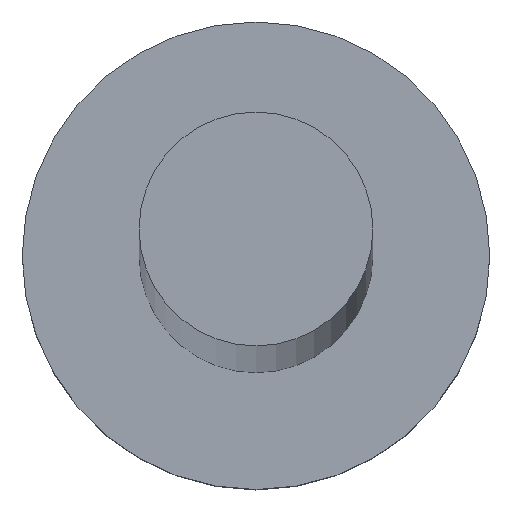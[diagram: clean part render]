
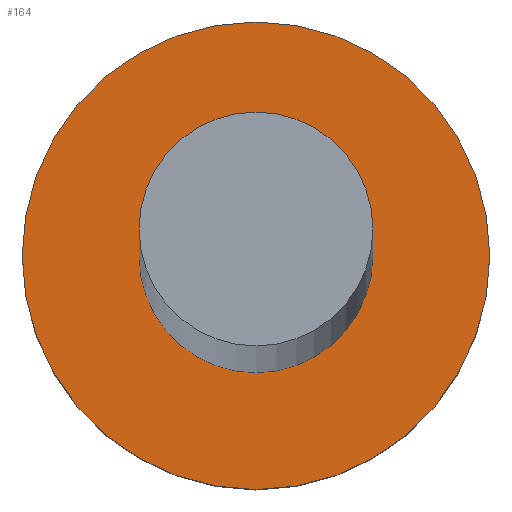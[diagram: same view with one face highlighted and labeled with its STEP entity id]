
A CAD part, top view. The second image highlights one B-rep face of the part: STEP entity #164.
In plain terms, the highlighted planar face has unit normal (0, 0, 1).
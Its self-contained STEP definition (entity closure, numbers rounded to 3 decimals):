
#2 = DIRECTION ( 'NONE',  ( 0., 0., 1. ) ) ;
#11 = CARTESIAN_POINT ( 'NONE',  ( -3., 0., 3. ) ) ;
#13 = DIRECTION ( 'NONE',  ( 0., 0., 1. ) ) ;
#16 = EDGE_CURVE ( 'NONE', #233, #83, #120, .T. ) ;
#23 = CARTESIAN_POINT ( 'NONE',  ( -1.5, 0., 3. ) ) ;
#32 = EDGE_LOOP ( 'NONE', ( #247, #134 ) ) ;
#39 = EDGE_CURVE ( 'NONE', #239, #205, #184, .T. ) ;
#40 = ORIENTED_EDGE ( 'NONE', *, *, #16, .F. ) ;
#44 = PLANE ( 'NONE',  #228 ) ;
#57 = CARTESIAN_POINT ( 'NONE',  ( 0., 0., 3. ) ) ;
#63 = AXIS2_PLACEMENT_3D ( 'NONE', #171, #2, #234 ) ;
#66 = DIRECTION ( 'NONE',  ( 1., 0., 0. ) ) ;
#79 = EDGE_CURVE ( 'NONE', #83, #233, #214, .T. ) ;
#83 = VERTEX_POINT ( 'NONE', #23 ) ;
#95 = CIRCLE ( 'NONE', #63, 3. ) ;
#105 = CARTESIAN_POINT ( 'NONE',  ( 1.5, 0., 3. ) ) ;
#114 = DIRECTION ( 'NONE',  ( 1., 0., 0. ) ) ;
#120 = CIRCLE ( 'NONE', #227, 1.5 ) ;
#129 = CARTESIAN_POINT ( 'NONE',  ( 0., 0., 3. ) ) ;
#130 = EDGE_CURVE ( 'NONE', #205, #239, #95, .T. ) ;
#134 = ORIENTED_EDGE ( 'NONE', *, *, #130, .T. ) ;
#138 = CARTESIAN_POINT ( 'NONE',  ( 3., 0., 3. ) ) ;
#151 = ORIENTED_EDGE ( 'NONE', *, *, #79, .F. ) ;
#164 = ADVANCED_FACE ( 'NONE', ( #191, #213 ), #44, .T. ) ;
#169 = CARTESIAN_POINT ( 'NONE',  ( 0., 0., 3. ) ) ;
#171 = CARTESIAN_POINT ( 'NONE',  ( 0., 0., 3. ) ) ;
#178 = DIRECTION ( 'NONE',  ( 0., 0., 1. ) ) ;
#184 = CIRCLE ( 'NONE', #186, 3. ) ;
#186 = AXIS2_PLACEMENT_3D ( 'NONE', #129, #13, #250 ) ;
#191 = FACE_BOUND ( 'NONE', #236, .T. ) ;
#196 = DIRECTION ( 'NONE',  ( 0., 0., 1. ) ) ;
#205 = VERTEX_POINT ( 'NONE', #138 ) ;
#213 = FACE_OUTER_BOUND ( 'NONE', #32, .T. ) ;
#214 = CIRCLE ( 'NONE', #251, 1.5 ) ;
#219 = CARTESIAN_POINT ( 'NONE',  ( 0., 0., 3. ) ) ;
#227 = AXIS2_PLACEMENT_3D ( 'NONE', #57, #178, #242 ) ;
#228 = AXIS2_PLACEMENT_3D ( 'NONE', #169, #237, #114 ) ;
#233 = VERTEX_POINT ( 'NONE', #105 ) ;
#234 = DIRECTION ( 'NONE',  ( 1., 0., 0. ) ) ;
#236 = EDGE_LOOP ( 'NONE', ( #151, #40 ) ) ;
#237 = DIRECTION ( 'NONE',  ( 0., 0., 1. ) ) ;
#239 = VERTEX_POINT ( 'NONE', #11 ) ;
#242 = DIRECTION ( 'NONE',  ( 1., 0., 0. ) ) ;
#247 = ORIENTED_EDGE ( 'NONE', *, *, #39, .T. ) ;
#250 = DIRECTION ( 'NONE',  ( 1., 0., 0. ) ) ;
#251 = AXIS2_PLACEMENT_3D ( 'NONE', #219, #196, #66 ) ;
